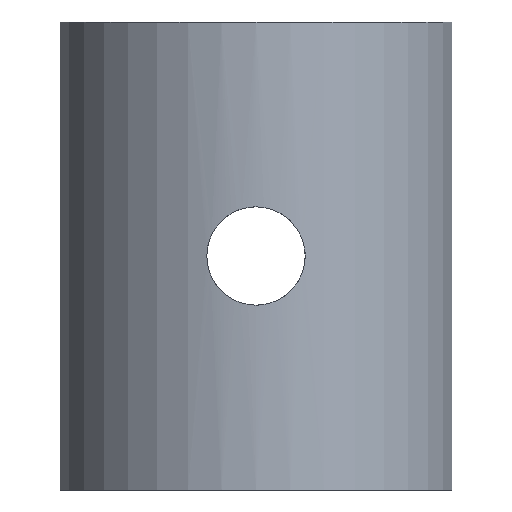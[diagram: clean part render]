
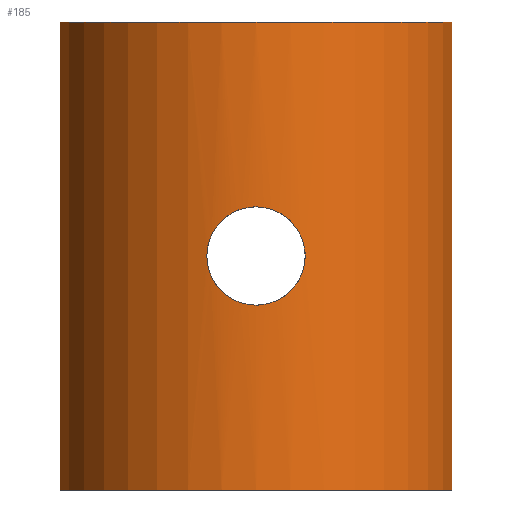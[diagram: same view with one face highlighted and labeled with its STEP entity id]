
A CAD part, front view. The second image highlights one B-rep face of the part: STEP entity #185.
In plain terms, the highlighted cylindrical face has radius 8.5 mm (diameter 17 mm), a partial arc.
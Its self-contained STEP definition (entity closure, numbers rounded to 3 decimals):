
#1 = CARTESIAN_POINT ( 'NONE',  ( -2.045, -8.251, 9.449 ) ) ;
#4 = CARTESIAN_POINT ( 'NONE',  ( -8.367, -1.5, 0. ) ) ;
#10 = CARTESIAN_POINT ( 'NONE',  ( 0., -8.5, 12.1 ) ) ;
#14 = ORIENTED_EDGE ( 'NONE', *, *, #352, .T. ) ;
#17 = CARTESIAN_POINT ( 'NONE',  ( 1.834, -8.3, 11.058 ) ) ;
#20 = EDGE_CURVE ( 'NONE', #92, #162, #296, .T. ) ;
#21 = CARTESIAN_POINT ( 'NONE',  ( 1.055, -8.435, 8.179 ) ) ;
#28 = AXIS2_PLACEMENT_3D ( 'NONE', #169, #139, #258 ) ;
#30 = CARTESIAN_POINT ( 'NONE',  ( 0.276, -8.497, 12.086 ) ) ;
#31 = CARTESIAN_POINT ( 'NONE',  ( -1.581, -8.352, 8.611 ) ) ;
#36 = CARTESIAN_POINT ( 'NONE',  ( -1.669, -8.335, 8.719 ) ) ;
#40 = CARTESIAN_POINT ( 'NONE',  ( -2.1, -8.237, 9.722 ) ) ;
#46 = CARTESIAN_POINT ( 'NONE',  ( 1.834, -8.301, 8.94 ) ) ;
#50 = CARTESIAN_POINT ( 'NONE',  ( 2.032, -8.253, 10.546 ) ) ;
#59 = DIRECTION ( 'NONE',  ( 0., 0., -1. ) ) ;
#63 = CARTESIAN_POINT ( 'NONE',  ( -1.835, -8.3, 11.058 ) ) ;
#65 = CARTESIAN_POINT ( 'NONE',  ( -0.547, -8.483, 12.032 ) ) ;
#68 = CARTESIAN_POINT ( 'NONE',  ( 2.1, -8.237, 10.138 ) ) ;
#70 = CARTESIAN_POINT ( 'NONE',  ( 0.137, -8.5, 7.9 ) ) ;
#75 = CARTESIAN_POINT ( 'NONE',  ( 1.678, -8.335, 11.292 ) ) ;
#85 = DIRECTION ( 'NONE',  ( 0., 0., -1. ) ) ;
#86 = FACE_BOUND ( 'NONE', #155, .T. ) ;
#87 = B_SPLINE_CURVE_WITH_KNOTS ( 'NONE', 3,
 ( #212, #122, #181, #348, #343, #292, #94, #31, #36, #240, #346, #1, #40, #247, #269, #177, #267, #63, #124, #243, #323, #178, #65, #156, #238, #10 ),
 .UNSPECIFIED., .F., .F.,
 ( 4, 2, 2, 2, 2, 2, 2, 2, 2, 2, 2, 2, 4 ),
 ( 0.007, 0.007, 0.008, 0.008, 0.009, 0.009, 0.01, 0.01, 0.011, 0.012, 0.012, 0.013, 0.013 ),
 .UNSPECIFIED. ) ;
#91 = DIRECTION ( 'NONE',  ( 0., 0., 1. ) ) ;
#92 = VERTEX_POINT ( 'NONE', #367 ) ;
#94 = CARTESIAN_POINT ( 'NONE',  ( -1.387, -8.387, 8.418 ) ) ;
#102 = CARTESIAN_POINT ( 'NONE',  ( 2.086, -8.24, 10.275 ) ) ;
#106 = VERTEX_POINT ( 'NONE', #144 ) ;
#121 = CARTESIAN_POINT ( 'NONE',  ( -8.367, -1.5, 20. ) ) ;
#122 = CARTESIAN_POINT ( 'NONE',  ( -0.275, -8.5, 7.9 ) ) ;
#123 = EDGE_LOOP ( 'NONE', ( #355, #125, #265, #248 ) ) ;
#124 = CARTESIAN_POINT ( 'NONE',  ( -1.678, -8.335, 11.291 ) ) ;
#125 = ORIENTED_EDGE ( 'NONE', *, *, #20, .F. ) ;
#126 = AXIS2_PLACEMENT_3D ( 'NONE', #338, #85, #200 ) ;
#133 = CARTESIAN_POINT ( 'NONE',  ( 8.367, -1.5, 20. ) ) ;
#135 = CARTESIAN_POINT ( 'NONE',  ( 2.032, -8.253, 9.454 ) ) ;
#138 = CARTESIAN_POINT ( 'NONE',  ( 2.1, -8.236, 9.863 ) ) ;
#139 = DIRECTION ( 'NONE',  ( 0., 0., 1. ) ) ;
#144 = CARTESIAN_POINT ( 'NONE',  ( 0., -8.5, 7.9 ) ) ;
#147 = CARTESIAN_POINT ( 'NONE',  ( 0.679, -8.474, 11.992 ) ) ;
#148 = CARTESIAN_POINT ( 'NONE',  ( 0., -8.5, 12.1 ) ) ;
#154 = LINE ( 'NONE', #121, #256 ) ;
#155 = EDGE_LOOP ( 'NONE', ( #14, #317 ) ) ;
#156 = CARTESIAN_POINT ( 'NONE',  ( -0.277, -8.497, 12.086 ) ) ;
#159 = CARTESIAN_POINT ( 'NONE',  ( 1.993, -8.263, 9.323 ) ) ;
#162 = VERTEX_POINT ( 'NONE', #340 ) ;
#163 = CARTESIAN_POINT ( 'NONE',  ( 0.932, -8.45, 8.113 ) ) ;
#164 = CARTESIAN_POINT ( 'NONE',  ( 1.282, -8.404, 8.331 ) ) ;
#169 = CARTESIAN_POINT ( 'NONE',  ( 0., 0., 0. ) ) ;
#172 = CIRCLE ( 'NONE', #359, 8.5 ) ;
#175 = CARTESIAN_POINT ( 'NONE',  ( -8.367, -1.5, 20. ) ) ;
#176 = CARTESIAN_POINT ( 'NONE',  ( 0., -8.5, 12.1 ) ) ;
#177 = CARTESIAN_POINT ( 'NONE',  ( -2.033, -8.253, 10.544 ) ) ;
#178 = CARTESIAN_POINT ( 'NONE',  ( -0.681, -8.474, 11.991 ) ) ;
#181 = CARTESIAN_POINT ( 'NONE',  ( -0.552, -8.486, 7.955 ) ) ;
#185 = ADVANCED_FACE ( 'NONE', ( #86, #282 ), #231, .T. ) ;
#186 = CARTESIAN_POINT ( 'NONE',  ( 0.277, -8.497, 7.914 ) ) ;
#187 = VERTEX_POINT ( 'NONE', #175 ) ;
#194 = VERTEX_POINT ( 'NONE', #176 ) ;
#200 = DIRECTION ( 'NONE',  ( -1., 0., 0. ) ) ;
#212 = CARTESIAN_POINT ( 'NONE',  ( 0., -8.5, 7.9 ) ) ;
#216 = CARTESIAN_POINT ( 'NONE',  ( 1.389, -8.386, 11.581 ) ) ;
#227 = B_SPLINE_CURVE_WITH_KNOTS ( 'NONE', 3,
 ( #148, #290, #30, #266, #147, #264, #236, #345, #216, #75, #17, #304, #50, #102, #68, #138, #332, #135, #159, #46, #328, #302, #164, #21, #163, #274, #251, #186, #70, #279 ),
 .UNSPECIFIED., .F., .F.,
 ( 4, 2, 2, 2, 2, 2, 2, 2, 2, 2, 2, 2, 2, 2, 4 ),
 ( 0., 0., 0.001, 0.001, 0.002, 0.002, 0.003, 0.003, 0.004, 0.004, 0.005, 0.005, 0.006, 0.006, 0.007 ),
 .UNSPECIFIED. ) ;
#231 = CYLINDRICAL_SURFACE ( 'NONE', #126, 8.5 ) ;
#236 = CARTESIAN_POINT ( 'NONE',  ( 1.054, -8.435, 11.822 ) ) ;
#237 = EDGE_CURVE ( 'NONE', #324, #162, #371, .T. ) ;
#238 = CARTESIAN_POINT ( 'NONE',  ( -0.139, -8.5, 12.1 ) ) ;
#240 = CARTESIAN_POINT ( 'NONE',  ( -1.821, -8.303, 8.946 ) ) ;
#243 = CARTESIAN_POINT ( 'NONE',  ( -1.293, -8.403, 11.677 ) ) ;
#247 = CARTESIAN_POINT ( 'NONE',  ( -2.1, -8.236, 10.138 ) ) ;
#248 = ORIENTED_EDGE ( 'NONE', *, *, #312, .T. ) ;
#251 = CARTESIAN_POINT ( 'NONE',  ( 0.547, -8.483, 7.968 ) ) ;
#252 = DIRECTION ( 'NONE',  ( 0., 0., -1. ) ) ;
#256 = VECTOR ( 'NONE', #59, 1000. ) ;
#258 = DIRECTION ( 'NONE',  ( 1., 0., 0. ) ) ;
#264 = CARTESIAN_POINT ( 'NONE',  ( 0.933, -8.45, 11.886 ) ) ;
#265 = ORIENTED_EDGE ( 'NONE', *, *, #271, .F. ) ;
#266 = CARTESIAN_POINT ( 'NONE',  ( 0.545, -8.484, 12.033 ) ) ;
#267 = CARTESIAN_POINT ( 'NONE',  ( -1.992, -8.263, 10.678 ) ) ;
#269 = CARTESIAN_POINT ( 'NONE',  ( -2.087, -8.24, 10.274 ) ) ;
#271 = EDGE_CURVE ( 'NONE', #187, #92, #172, .T. ) ;
#274 = CARTESIAN_POINT ( 'NONE',  ( 0.678, -8.474, 8.008 ) ) ;
#279 = CARTESIAN_POINT ( 'NONE',  ( 0., -8.5, 7.9 ) ) ;
#282 = FACE_OUTER_BOUND ( 'NONE', #123, .T. ) ;
#290 = CARTESIAN_POINT ( 'NONE',  ( 0.139, -8.5, 12.1 ) ) ;
#292 = CARTESIAN_POINT ( 'NONE',  ( -1.282, -8.404, 8.331 ) ) ;
#293 = DIRECTION ( 'NONE',  ( 1., 0., 0. ) ) ;
#296 = LINE ( 'NONE', #133, #358 ) ;
#302 = CARTESIAN_POINT ( 'NONE',  ( 1.387, -8.387, 8.417 ) ) ;
#304 = CARTESIAN_POINT ( 'NONE',  ( 1.992, -8.264, 10.679 ) ) ;
#312 = EDGE_CURVE ( 'NONE', #187, #324, #154, .T. ) ;
#313 = CARTESIAN_POINT ( 'NONE',  ( 0., 0., 20. ) ) ;
#317 = ORIENTED_EDGE ( 'NONE', *, *, #341, .T. ) ;
#323 = CARTESIAN_POINT ( 'NONE',  ( -1.06, -8.437, 11.833 ) ) ;
#324 = VERTEX_POINT ( 'NONE', #4 ) ;
#328 = CARTESIAN_POINT ( 'NONE',  ( 1.679, -8.335, 8.709 ) ) ;
#332 = CARTESIAN_POINT ( 'NONE',  ( 2.086, -8.24, 9.724 ) ) ;
#338 = CARTESIAN_POINT ( 'NONE',  ( 0., 0., 20. ) ) ;
#340 = CARTESIAN_POINT ( 'NONE',  ( 8.367, -1.5, 0. ) ) ;
#341 = EDGE_CURVE ( 'NONE', #106, #194, #87, .T. ) ;
#343 = CARTESIAN_POINT ( 'NONE',  ( -1.054, -8.435, 8.179 ) ) ;
#345 = CARTESIAN_POINT ( 'NONE',  ( 1.281, -8.404, 11.669 ) ) ;
#346 = CARTESIAN_POINT ( 'NONE',  ( -1.886, -8.288, 9.066 ) ) ;
#348 = CARTESIAN_POINT ( 'NONE',  ( -0.931, -8.45, 8.113 ) ) ;
#352 = EDGE_CURVE ( 'NONE', #194, #106, #227, .T. ) ;
#355 = ORIENTED_EDGE ( 'NONE', *, *, #237, .T. ) ;
#358 = VECTOR ( 'NONE', #252, 1000. ) ;
#359 = AXIS2_PLACEMENT_3D ( 'NONE', #313, #91, #293 ) ;
#367 = CARTESIAN_POINT ( 'NONE',  ( 8.367, -1.5, 20. ) ) ;
#371 = CIRCLE ( 'NONE', #28, 8.5 ) ;
